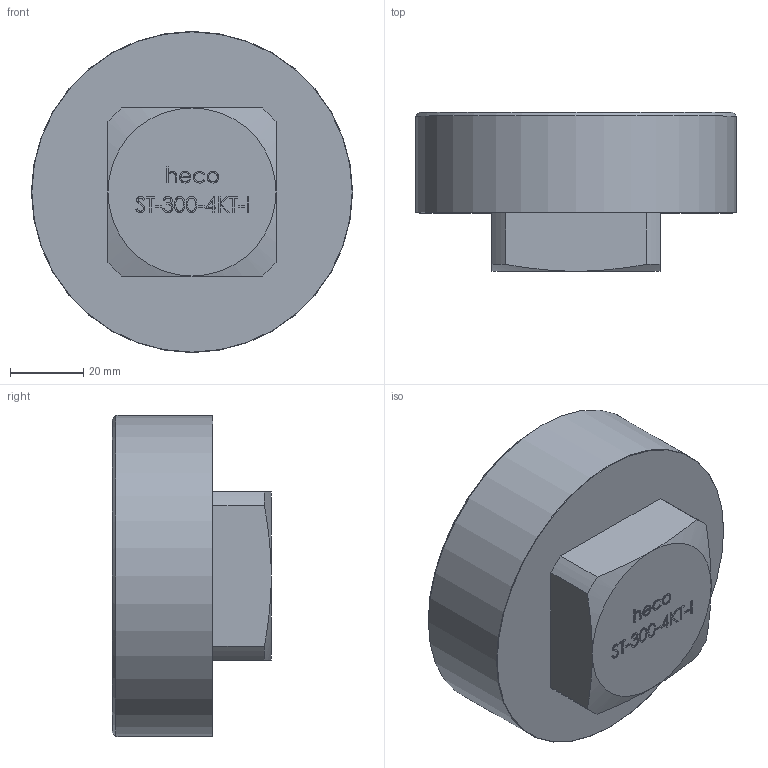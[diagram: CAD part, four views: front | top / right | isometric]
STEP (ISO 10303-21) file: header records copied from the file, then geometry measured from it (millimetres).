
FILE_DESCRIPTION (( 'STEP AP214' ), '1' );
FILE_NAME ('heco_ST-300-4KT-I.STEP', '2015-12-22T10:38:55', ( 'test' ), ( '' ), 'SwSTEP 2.0', 'SolidWorks 2011', '' );
FILE_SCHEMA (( 'AUTOMOTIVE_DESIGN' ));
Length unit declared in the file: millimetre
Products named in the file (1): heco_ST-300-4KT-I
Bounding box: 87.88 x 43.6 x 87.88 mm (x, y, z)
Volume: 73162.4 mm3; surface area: 29196.4 mm2
Topology: 1 solids, 1 shells, 202 faces, 519 edges, 343 vertices
Faces by surface type: plane 104, bspline 82, cylinder 7, cone 6, torus 3
Full cylindrical faces by diameter (mm): 37.5 x1, 77 x1, 87.884 x1
Entity records: 12706 total; most frequent: CARTESIAN_POINT 6131, ORIENTED_EDGE 1022, DIRECTION 604, EDGE_CURVE 511, VERTEX_POINT 343, LINE 316, VECTOR 316, EDGE_LOOP 234
